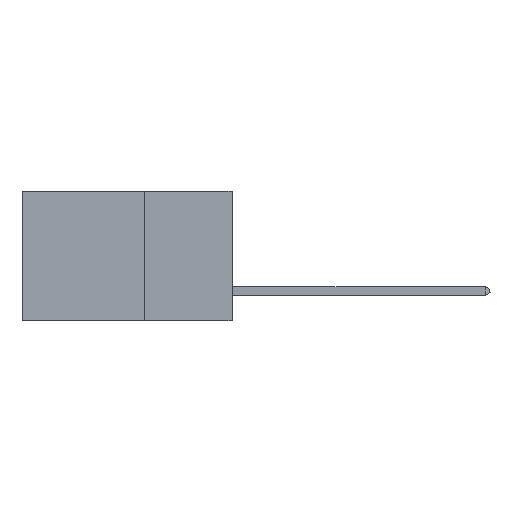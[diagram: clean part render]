
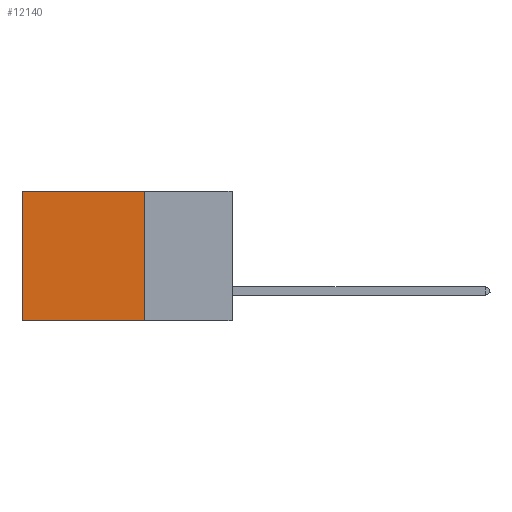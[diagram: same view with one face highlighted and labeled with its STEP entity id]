
A CAD part, left-side view. The second image highlights one B-rep face of the part: STEP entity #12140.
In plain terms, the highlighted planar face has unit normal (-1, 0, 0).
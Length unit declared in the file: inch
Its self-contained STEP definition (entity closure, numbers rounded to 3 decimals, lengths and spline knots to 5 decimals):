
#84 = CARTESIAN_POINT ( 'NONE',  ( 0.2875, 0.25, 0. ) ) ;
#672 = LINE ( 'NONE', #5928, #15532 ) ;
#683 = VERTEX_POINT ( 'NONE', #8583 ) ;
#1069 = EDGE_LOOP ( 'NONE', ( #1694, #8512, #11955, #1173 ) ) ;
#1173 = ORIENTED_EDGE ( 'NONE', *, *, #12375, .T. ) ;
#1484 = DIRECTION ( 'NONE',  ( 0., 1., 0. ) ) ;
#1694 = ORIENTED_EDGE ( 'NONE', *, *, #8797, .T. ) ;
#2048 = VECTOR ( 'NONE', #1484, 39.37008 ) ;
#3085 = PLANE ( 'NONE',  #10763 ) ;
#4984 = CARTESIAN_POINT ( 'NONE',  ( 0.2875, 0.25, 0. ) ) ;
#5928 = CARTESIAN_POINT ( 'NONE',  ( 0.2875, 0.25, -0.37 ) ) ;
#6107 = DIRECTION ( 'NONE',  ( 0., 1., 0. ) ) ;
#6443 = DIRECTION ( 'NONE',  ( 0., 0., -1. ) ) ;
#6536 = LINE ( 'NONE', #84, #10229 ) ;
#6594 = LINE ( 'NONE', #13784, #2048 ) ;
#6939 = VERTEX_POINT ( 'NONE', #12154 ) ;
#8512 = ORIENTED_EDGE ( 'NONE', *, *, #15022, .F. ) ;
#8583 = CARTESIAN_POINT ( 'NONE',  ( 0.2875, 0.6, 0. ) ) ;
#8797 = EDGE_CURVE ( 'NONE', #683, #16149, #14957, .T. ) ;
#9920 = VERTEX_POINT ( 'NONE', #16434 ) ;
#10229 = VECTOR ( 'NONE', #12155, 39.37008 ) ;
#10602 = CARTESIAN_POINT ( 'NONE',  ( 0.2875, 0.6, -0.37 ) ) ;
#10737 = DIRECTION ( 'NONE',  ( 1., 0., 0. ) ) ;
#10744 = CARTESIAN_POINT ( 'NONE',  ( 0.2875, 0.6, 0. ) ) ;
#10763 = AXIS2_PLACEMENT_3D ( 'NONE', #4984, #10737, #6443 ) ;
#11771 = FACE_OUTER_BOUND ( 'NONE', #1069, .T. ) ;
#11955 = ORIENTED_EDGE ( 'NONE', *, *, #13825, .F. ) ;
#12140 = ADVANCED_FACE ( 'NONE', ( #11771 ), #3085, .F. ) ;
#12154 = CARTESIAN_POINT ( 'NONE',  ( 0.2875, 0.25, 0. ) ) ;
#12155 = DIRECTION ( 'NONE',  ( 0., 0., -1. ) ) ;
#12330 = DIRECTION ( 'NONE',  ( 0., 0., -1. ) ) ;
#12375 = EDGE_CURVE ( 'NONE', #6939, #683, #6594, .T. ) ;
#13784 = CARTESIAN_POINT ( 'NONE',  ( 0.2875, 0.25, 0. ) ) ;
#13825 = EDGE_CURVE ( 'NONE', #6939, #9920, #6536, .T. ) ;
#14957 = LINE ( 'NONE', #10744, #15625 ) ;
#15022 = EDGE_CURVE ( 'NONE', #9920, #16149, #672, .T. ) ;
#15532 = VECTOR ( 'NONE', #6107, 39.37008 ) ;
#15625 = VECTOR ( 'NONE', #12330, 39.37008 ) ;
#16149 = VERTEX_POINT ( 'NONE', #10602 ) ;
#16434 = CARTESIAN_POINT ( 'NONE',  ( 0.2875, 0.25, -0.37 ) ) ;
